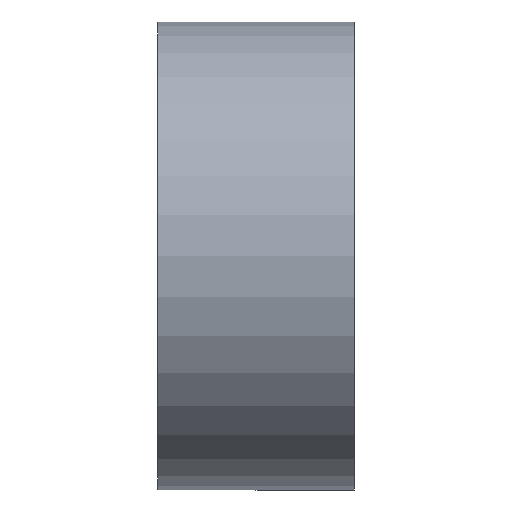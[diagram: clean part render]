
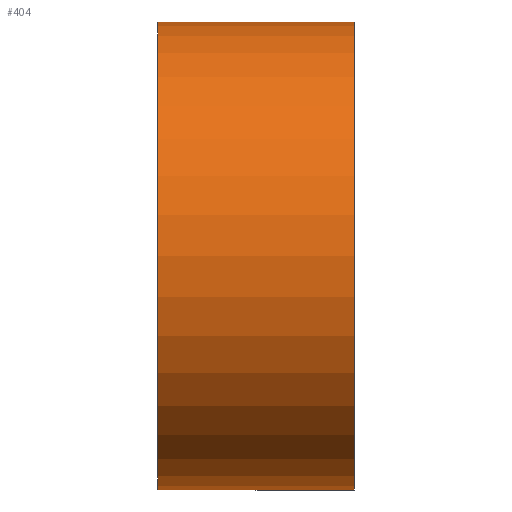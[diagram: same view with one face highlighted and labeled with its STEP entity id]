
A CAD part, front view. The second image highlights one B-rep face of the part: STEP entity #404.
In plain terms, the highlighted cylindrical face has radius 5 mm (diameter 10 mm), a partial arc.
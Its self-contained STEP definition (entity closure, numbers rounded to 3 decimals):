
#23 = VECTOR ( 'NONE', #488, 1000. ) ;
#31 = CARTESIAN_POINT ( 'NONE',  ( 0., 0., 0. ) ) ;
#50 = CARTESIAN_POINT ( 'NONE',  ( 2.1, 0., 5. ) ) ;
#52 = LINE ( 'NONE', #486, #23 ) ;
#71 = DIRECTION ( 'NONE',  ( 0., 0., -1. ) ) ;
#73 = EDGE_CURVE ( 'NONE', #276, #212, #52, .T. ) ;
#90 = CARTESIAN_POINT ( 'NONE',  ( 2.1, 0., 0. ) ) ;
#93 = AXIS2_PLACEMENT_3D ( 'NONE', #525, #273, #431 ) ;
#110 = DIRECTION ( 'NONE',  ( 1., 0., 0. ) ) ;
#128 = DIRECTION ( 'NONE',  ( 1., 0., 0. ) ) ;
#138 = VERTEX_POINT ( 'NONE', #241 ) ;
#212 = VERTEX_POINT ( 'NONE', #399 ) ;
#227 = EDGE_LOOP ( 'NONE', ( #355, #353, #310, #518 ) ) ;
#241 = CARTESIAN_POINT ( 'NONE',  ( -2.1, 0., 5. ) ) ;
#242 = DIRECTION ( 'NONE',  ( 1., 0., 0. ) ) ;
#273 = DIRECTION ( 'NONE',  ( 1., 0., 0. ) ) ;
#276 = VERTEX_POINT ( 'NONE', #497 ) ;
#310 = ORIENTED_EDGE ( 'NONE', *, *, #73, .T. ) ;
#323 = VERTEX_POINT ( 'NONE', #50 ) ;
#353 = ORIENTED_EDGE ( 'NONE', *, *, #478, .T. ) ;
#355 = ORIENTED_EDGE ( 'NONE', *, *, #555, .F. ) ;
#364 = CIRCLE ( 'NONE', #470, 5. ) ;
#371 = CYLINDRICAL_SURFACE ( 'NONE', #532, 5. ) ;
#384 = DIRECTION ( 'NONE',  ( 0., 0., -1. ) ) ;
#386 = CARTESIAN_POINT ( 'NONE',  ( 0., 0., 5. ) ) ;
#399 = CARTESIAN_POINT ( 'NONE',  ( 2.1, 0., -5. ) ) ;
#404 = ADVANCED_FACE ( 'NONE', ( #464 ), #371, .T. ) ;
#420 = VECTOR ( 'NONE', #242, 1000. ) ;
#431 = DIRECTION ( 'NONE',  ( 0., 0., -1. ) ) ;
#439 = CIRCLE ( 'NONE', #93, 5. ) ;
#441 = EDGE_CURVE ( 'NONE', #323, #212, #364, .T. ) ;
#464 = FACE_OUTER_BOUND ( 'NONE', #227, .T. ) ;
#470 = AXIS2_PLACEMENT_3D ( 'NONE', #90, #110, #71 ) ;
#478 = EDGE_CURVE ( 'NONE', #138, #276, #439, .T. ) ;
#486 = CARTESIAN_POINT ( 'NONE',  ( 0., 0., -5. ) ) ;
#488 = DIRECTION ( 'NONE',  ( 1., 0., 0. ) ) ;
#493 = LINE ( 'NONE', #386, #420 ) ;
#497 = CARTESIAN_POINT ( 'NONE',  ( -2.1, 0., -5. ) ) ;
#518 = ORIENTED_EDGE ( 'NONE', *, *, #441, .F. ) ;
#525 = CARTESIAN_POINT ( 'NONE',  ( -2.1, 0., 0. ) ) ;
#532 = AXIS2_PLACEMENT_3D ( 'NONE', #31, #128, #384 ) ;
#555 = EDGE_CURVE ( 'NONE', #138, #323, #493, .T. ) ;
